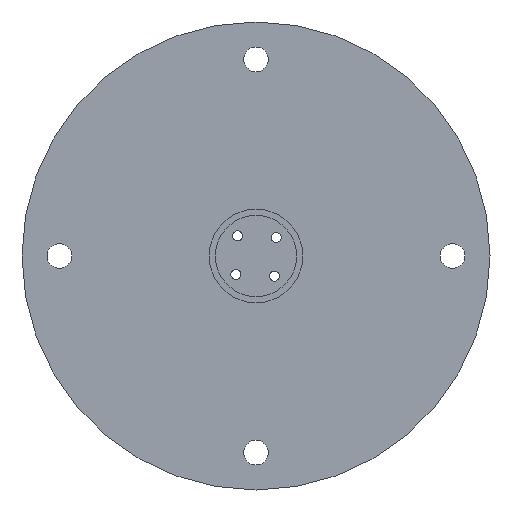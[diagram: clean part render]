
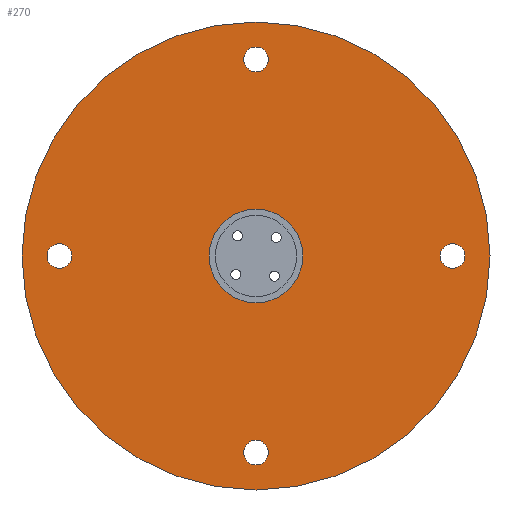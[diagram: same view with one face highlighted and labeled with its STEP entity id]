
A CAD part, front view. The second image highlights one B-rep face of the part: STEP entity #270.
In plain terms, the highlighted planar face has unit normal (0, -1, 0).
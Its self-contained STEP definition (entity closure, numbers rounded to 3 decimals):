
#13 = CARTESIAN_POINT ( 'NONE',  ( 63., 18., 0. ) ) ;
#23 = EDGE_CURVE ( 'NONE', #1129, #1016, #733, .T. ) ;
#44 = CIRCLE ( 'NONE', #950, 3.969 ) ;
#61 = CARTESIAN_POINT ( 'NONE',  ( 0., 18., -15. ) ) ;
#65 = VERTEX_POINT ( 'NONE', #792 ) ;
#75 = EDGE_LOOP ( 'NONE', ( #468, #815 ) ) ;
#82 = FACE_BOUND ( 'NONE', #643, .T. ) ;
#92 = DIRECTION ( 'NONE',  ( 0., -1., 0. ) ) ;
#94 = EDGE_CURVE ( 'NONE', #726, #115, #669, .T. ) ;
#102 = DIRECTION ( 'NONE',  ( 0., 1., 0. ) ) ;
#103 = AXIS2_PLACEMENT_3D ( 'NONE', #464, #1223, #665 ) ;
#115 = VERTEX_POINT ( 'NONE', #985 ) ;
#118 = DIRECTION ( 'NONE',  ( 0., 0., -1. ) ) ;
#126 = DIRECTION ( 'NONE',  ( 0., 1., 0. ) ) ;
#171 = FACE_BOUND ( 'NONE', #794, .T. ) ;
#182 = VERTEX_POINT ( 'NONE', #1144 ) ;
#183 = EDGE_CURVE ( 'NONE', #905, #836, #1123, .T. ) ;
#186 = FACE_BOUND ( 'NONE', #548, .T. ) ;
#187 = DIRECTION ( 'NONE',  ( 0., 0., -1. ) ) ;
#193 = DIRECTION ( 'NONE',  ( 0., -1., 0. ) ) ;
#195 = EDGE_CURVE ( 'NONE', #115, #726, #966, .T. ) ;
#200 = CARTESIAN_POINT ( 'NONE',  ( -63., 18., -3.969 ) ) ;
#201 = DIRECTION ( 'NONE',  ( 0., -1., 0. ) ) ;
#214 = DIRECTION ( 'NONE',  ( 0., 0., -1. ) ) ;
#220 = CARTESIAN_POINT ( 'NONE',  ( 0., 18., 75. ) ) ;
#225 = CARTESIAN_POINT ( 'NONE',  ( 0., 18., 66.969 ) ) ;
#227 = AXIS2_PLACEMENT_3D ( 'NONE', #1224, #633, #1117 ) ;
#234 = VERTEX_POINT ( 'NONE', #200 ) ;
#251 = CARTESIAN_POINT ( 'NONE',  ( 0., 18., -66.969 ) ) ;
#259 = EDGE_LOOP ( 'NONE', ( #1191, #429 ) ) ;
#268 = PLANE ( 'NONE',  #698 ) ;
#270 = ADVANCED_FACE ( 'NONE', ( #82, #749, #171, #186, #1062, #838 ), #268, .F. ) ;
#275 = CARTESIAN_POINT ( 'NONE',  ( -63., 18., 0. ) ) ;
#284 = DIRECTION ( 'NONE',  ( 0., 0., 1. ) ) ;
#286 = DIRECTION ( 'NONE',  ( 0., 0., -1. ) ) ;
#303 = CARTESIAN_POINT ( 'NONE',  ( 0., 18., 63. ) ) ;
#307 = CIRCLE ( 'NONE', #603, 75. ) ;
#315 = CARTESIAN_POINT ( 'NONE',  ( 0., 18., -63. ) ) ;
#323 = CARTESIAN_POINT ( 'NONE',  ( 0., 18., 0. ) ) ;
#336 = ORIENTED_EDGE ( 'NONE', *, *, #1071, .F. ) ;
#357 = EDGE_CURVE ( 'NONE', #836, #905, #497, .T. ) ;
#372 = DIRECTION ( 'NONE',  ( 0., 0., 1. ) ) ;
#385 = CIRCLE ( 'NONE', #825, 75. ) ;
#391 = EDGE_LOOP ( 'NONE', ( #1156, #1107 ) ) ;
#396 = ORIENTED_EDGE ( 'NONE', *, *, #751, .F. ) ;
#402 = DIRECTION ( 'NONE',  ( 0., -1., 0. ) ) ;
#414 = AXIS2_PLACEMENT_3D ( 'NONE', #303, #402, #787 ) ;
#429 = ORIENTED_EDGE ( 'NONE', *, *, #1212, .F. ) ;
#462 = AXIS2_PLACEMENT_3D ( 'NONE', #1056, #1051, #187 ) ;
#464 = CARTESIAN_POINT ( 'NONE',  ( 0., 18., 0. ) ) ;
#468 = ORIENTED_EDGE ( 'NONE', *, *, #183, .T. ) ;
#472 = DIRECTION ( 'NONE',  ( 0., -1., 0. ) ) ;
#484 = AXIS2_PLACEMENT_3D ( 'NONE', #315, #808, #214 ) ;
#497 = CIRCLE ( 'NONE', #697, 15. ) ;
#518 = CARTESIAN_POINT ( 'NONE',  ( 0., 18., 15. ) ) ;
#521 = DIRECTION ( 'NONE',  ( 0., 1., 0. ) ) ;
#543 = VERTEX_POINT ( 'NONE', #251 ) ;
#544 = CIRCLE ( 'NONE', #484, 3.969 ) ;
#545 = ORIENTED_EDGE ( 'NONE', *, *, #598, .F. ) ;
#548 = EDGE_LOOP ( 'NONE', ( #545, #932 ) ) ;
#563 = CIRCLE ( 'NONE', #462, 3.969 ) ;
#566 = DIRECTION ( 'NONE',  ( 0., 0., -1. ) ) ;
#598 = EDGE_CURVE ( 'NONE', #1016, #1129, #1166, .T. ) ;
#603 = AXIS2_PLACEMENT_3D ( 'NONE', #323, #126, #882 ) ;
#633 = DIRECTION ( 'NONE',  ( 0., -1., 0. ) ) ;
#643 = EDGE_LOOP ( 'NONE', ( #396, #336 ) ) ;
#648 = VERTEX_POINT ( 'NONE', #1161 ) ;
#665 = DIRECTION ( 'NONE',  ( 0., 0., 1. ) ) ;
#669 = CIRCLE ( 'NONE', #414, 3.969 ) ;
#692 = CARTESIAN_POINT ( 'NONE',  ( 0., 18., 0. ) ) ;
#697 = AXIS2_PLACEMENT_3D ( 'NONE', #692, #521, #1079 ) ;
#698 = AXIS2_PLACEMENT_3D ( 'NONE', #846, #1138, #372 ) ;
#726 = VERTEX_POINT ( 'NONE', #225 ) ;
#733 = CIRCLE ( 'NONE', #775, 3.969 ) ;
#746 = ORIENTED_EDGE ( 'NONE', *, *, #94, .F. ) ;
#749 = FACE_BOUND ( 'NONE', #391, .T. ) ;
#751 = EDGE_CURVE ( 'NONE', #543, #65, #544, .T. ) ;
#753 = VERTEX_POINT ( 'NONE', #220 ) ;
#762 = CARTESIAN_POINT ( 'NONE',  ( 63., 18., -3.969 ) ) ;
#775 = AXIS2_PLACEMENT_3D ( 'NONE', #951, #92, #286 ) ;
#787 = DIRECTION ( 'NONE',  ( 0., 0., -1. ) ) ;
#792 = CARTESIAN_POINT ( 'NONE',  ( 0., 18., -59.031 ) ) ;
#794 = EDGE_LOOP ( 'NONE', ( #945, #746 ) ) ;
#807 = CIRCLE ( 'NONE', #227, 3.969 ) ;
#808 = DIRECTION ( 'NONE',  ( 0., -1., 0. ) ) ;
#815 = ORIENTED_EDGE ( 'NONE', *, *, #357, .T. ) ;
#825 = AXIS2_PLACEMENT_3D ( 'NONE', #1151, #102, #284 ) ;
#836 = VERTEX_POINT ( 'NONE', #518 ) ;
#838 = FACE_OUTER_BOUND ( 'NONE', #259, .T. ) ;
#845 = EDGE_CURVE ( 'NONE', #234, #182, #807, .T. ) ;
#846 = CARTESIAN_POINT ( 'NONE',  ( 0., 18., 0. ) ) ;
#882 = DIRECTION ( 'NONE',  ( 0., 0., 1. ) ) ;
#905 = VERTEX_POINT ( 'NONE', #61 ) ;
#932 = ORIENTED_EDGE ( 'NONE', *, *, #23, .F. ) ;
#939 = CARTESIAN_POINT ( 'NONE',  ( 0., 18., 63. ) ) ;
#945 = ORIENTED_EDGE ( 'NONE', *, *, #195, .F. ) ;
#950 = AXIS2_PLACEMENT_3D ( 'NONE', #275, #201, #566 ) ;
#951 = CARTESIAN_POINT ( 'NONE',  ( 63., 18., 0. ) ) ;
#966 = CIRCLE ( 'NONE', #1004, 3.969 ) ;
#985 = CARTESIAN_POINT ( 'NONE',  ( 0., 18., 59.031 ) ) ;
#1004 = AXIS2_PLACEMENT_3D ( 'NONE', #939, #193, #1242 ) ;
#1016 = VERTEX_POINT ( 'NONE', #762 ) ;
#1032 = EDGE_CURVE ( 'NONE', #648, #753, #385, .T. ) ;
#1051 = DIRECTION ( 'NONE',  ( 0., -1., 0. ) ) ;
#1056 = CARTESIAN_POINT ( 'NONE',  ( 0., 18., -63. ) ) ;
#1061 = EDGE_CURVE ( 'NONE', #182, #234, #44, .T. ) ;
#1062 = FACE_BOUND ( 'NONE', #75, .T. ) ;
#1071 = EDGE_CURVE ( 'NONE', #65, #543, #563, .T. ) ;
#1079 = DIRECTION ( 'NONE',  ( 0., 0., 1. ) ) ;
#1107 = ORIENTED_EDGE ( 'NONE', *, *, #1061, .F. ) ;
#1117 = DIRECTION ( 'NONE',  ( 0., 0., -1. ) ) ;
#1123 = CIRCLE ( 'NONE', #103, 15. ) ;
#1129 = VERTEX_POINT ( 'NONE', #1236 ) ;
#1138 = DIRECTION ( 'NONE',  ( 0., 1., 0. ) ) ;
#1144 = CARTESIAN_POINT ( 'NONE',  ( -63., 18., 3.969 ) ) ;
#1146 = AXIS2_PLACEMENT_3D ( 'NONE', #13, #472, #118 ) ;
#1151 = CARTESIAN_POINT ( 'NONE',  ( 0., 18., 0. ) ) ;
#1156 = ORIENTED_EDGE ( 'NONE', *, *, #845, .F. ) ;
#1161 = CARTESIAN_POINT ( 'NONE',  ( 0., 18., -75. ) ) ;
#1166 = CIRCLE ( 'NONE', #1146, 3.969 ) ;
#1191 = ORIENTED_EDGE ( 'NONE', *, *, #1032, .F. ) ;
#1212 = EDGE_CURVE ( 'NONE', #753, #648, #307, .T. ) ;
#1223 = DIRECTION ( 'NONE',  ( 0., 1., 0. ) ) ;
#1224 = CARTESIAN_POINT ( 'NONE',  ( -63., 18., 0. ) ) ;
#1236 = CARTESIAN_POINT ( 'NONE',  ( 63., 18., 3.969 ) ) ;
#1242 = DIRECTION ( 'NONE',  ( 0., 0., -1. ) ) ;
